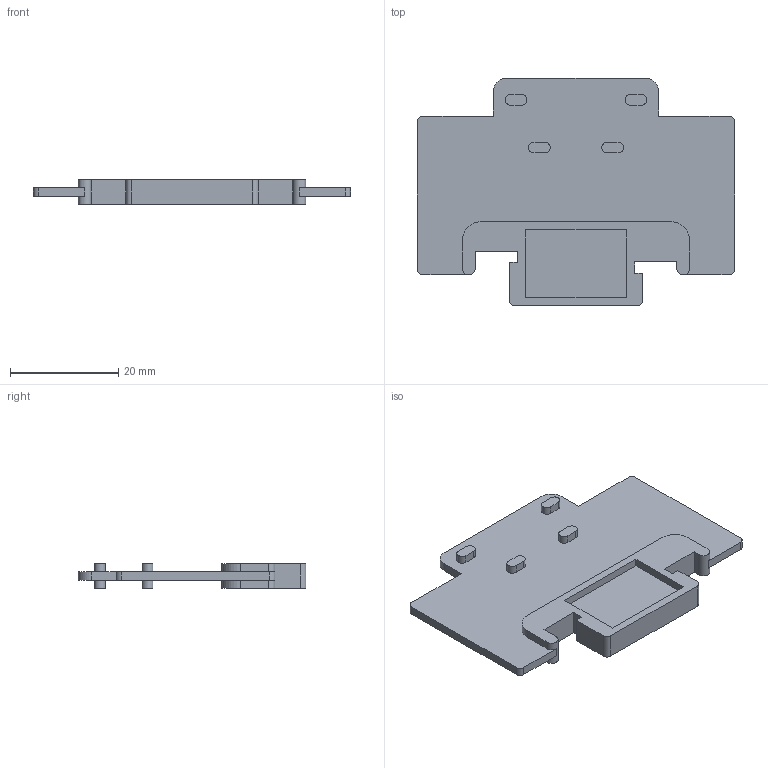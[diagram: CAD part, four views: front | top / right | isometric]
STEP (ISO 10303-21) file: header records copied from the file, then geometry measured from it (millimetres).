
FILE_DESCRIPTION((''),'2;1');
FILE_NAME('001185_000_34','2020-01-31T',('presta_be4'),(''),'CREO PARAMETRIC BY PTC INC, 2018360','CREO PARAMETRIC BY PTC INC, 2018360','');
FILE_SCHEMA(('CONFIG_CONTROL_DESIGN'));
Length unit declared in the file: millimetre
Products named in the file (1): 001185_000_34
Bounding box: 58.5 x 42 x 4.6 mm (x, y, z)
Volume: 4087.1 mm3; surface area: 5079.5 mm2
Topology: 1 solids, 1 shells, 192 faces, 510 edges, 340 vertices
Faces by surface type: plane 160, cylinder 32
Entity records: 5940 total; most frequent: CARTESIAN_POINT 1042, ORIENTED_EDGE 1020, DIRECTION 962, EDGE_CURVE 510, VECTOR 442, LINE 442, VERTEX_POINT 340, AXIS2_PLACEMENT_3D 260
